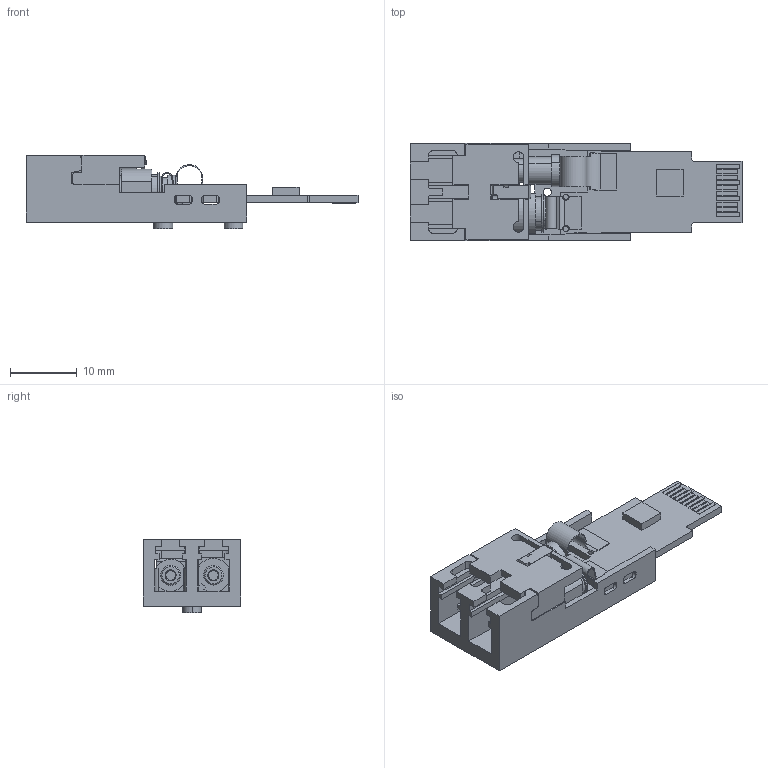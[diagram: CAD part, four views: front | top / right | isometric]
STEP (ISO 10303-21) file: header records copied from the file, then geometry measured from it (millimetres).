
FILE_DESCRIPTION((''),'2;1');
FILE_NAME('PCBM_CERN_VTRX V2.1 (SM)_Part1.stp','2014-01-15T14:56:11',(''),(''),'Mechanical Desktop 2011','Mechanical Desktop 2011',', , ');
FILE_SCHEMA(('AUTOMOTIVE_DESIGN { 1 2 10303 214 1 1 1 1 }'));
Length unit declared in the file: millimetre
Products named in the file (1): Product
Bounding box: 49.58 x 14.5 x 11 mm (x, y, z)
Volume: 2403.1 mm3; surface area: 4408.6 mm2
Topology: 30 solids, 30 shells, 549 faces, 1428 edges, 950 vertices
Faces by surface type: plane 385, cylinder 142, torus 14, cone 8
Entity records: 17182 total; most frequent: CARTESIAN_POINT 3257, DIRECTION 2859, ORIENTED_EDGE 2856, EDGE_CURVE 1428, VECTOR 1067, LINE 1067, VERTEX_POINT 950, AXIS2_PLACEMENT_3D 896
